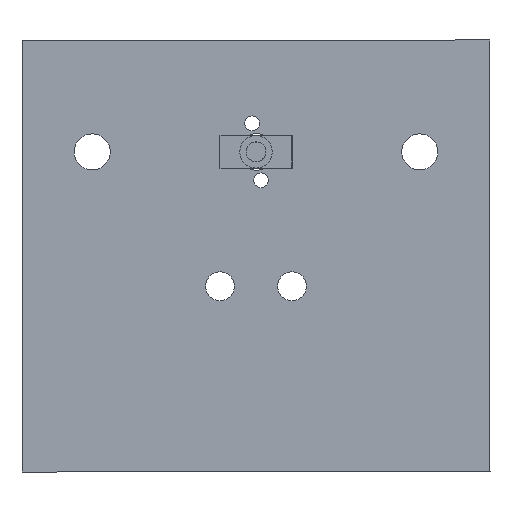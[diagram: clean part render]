
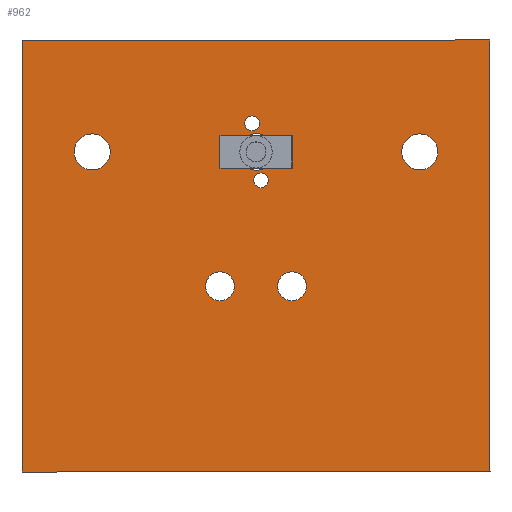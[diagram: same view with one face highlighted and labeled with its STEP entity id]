
A CAD part, front view. The second image highlights one B-rep face of the part: STEP entity #962.
In plain terms, the highlighted face is planar.
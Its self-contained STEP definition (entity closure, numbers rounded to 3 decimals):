
#73=FACE_BOUND('',#228,.T.);
#74=FACE_BOUND('',#229,.T.);
#75=FACE_BOUND('',#230,.T.);
#76=FACE_BOUND('',#231,.T.);
#77=FACE_BOUND('',#232,.T.);
#78=FACE_BOUND('',#233,.T.);
#79=FACE_BOUND('',#234,.T.);
#80=FACE_BOUND('',#235,.T.);
#81=FACE_BOUND('',#236,.T.);
#88=CIRCLE('',#1072,2.05);
#90=CIRCLE('',#1075,2.05);
#92=CIRCLE('',#1078,2.05);
#94=CIRCLE('',#1081,2.05);
#96=CIRCLE('',#1084,5.1);
#101=CIRCLE('',#1091,5.);
#102=CIRCLE('',#1093,5.);
#103=CIRCLE('',#1095,4.);
#104=CIRCLE('',#1097,4.);
#164=FACE_OUTER_BOUND('',#227,.T.);
#227=EDGE_LOOP('',(#713,#714,#715,#716));
#228=EDGE_LOOP('',(#717));
#229=EDGE_LOOP('',(#718));
#230=EDGE_LOOP('',(#719));
#231=EDGE_LOOP('',(#720));
#232=EDGE_LOOP('',(#721));
#233=EDGE_LOOP('',(#722));
#234=EDGE_LOOP('',(#723));
#235=EDGE_LOOP('',(#724));
#236=EDGE_LOOP('',(#725));
#283=LINE('',#1479,#356);
#297=LINE('',#1543,#370);
#299=LINE('',#1547,#372);
#301=LINE('',#1550,#374);
#356=VECTOR('',#1185,10.);
#370=VECTOR('',#1257,10.);
#372=VECTOR('',#1261,10.);
#374=VECTOR('',#1265,10.);
#429=VERTEX_POINT('',#1476);
#430=VERTEX_POINT('',#1478);
#432=VERTEX_POINT('',#1484);
#434=VERTEX_POINT('',#1490);
#436=VERTEX_POINT('',#1496);
#438=VERTEX_POINT('',#1502);
#440=VERTEX_POINT('',#1508);
#447=VERTEX_POINT('',#1526);
#448=VERTEX_POINT('',#1530);
#449=VERTEX_POINT('',#1534);
#450=VERTEX_POINT('',#1538);
#451=VERTEX_POINT('',#1542);
#452=VERTEX_POINT('',#1546);
#516=EDGE_CURVE('',#430,#429,#283,.T.);
#520=EDGE_CURVE('',#432,#432,#88,.T.);
#523=EDGE_CURVE('',#434,#434,#90,.T.);
#526=EDGE_CURVE('',#436,#436,#92,.T.);
#529=EDGE_CURVE('',#438,#438,#94,.T.);
#532=EDGE_CURVE('',#440,#440,#96,.T.);
#540=EDGE_CURVE('',#447,#447,#101,.T.);
#542=EDGE_CURVE('',#448,#448,#102,.T.);
#545=EDGE_CURVE('',#449,#449,#103,.T.);
#547=EDGE_CURVE('',#450,#450,#104,.T.);
#548=EDGE_CURVE('',#451,#429,#297,.T.);
#550=EDGE_CURVE('',#452,#451,#299,.T.);
#552=EDGE_CURVE('',#452,#430,#301,.T.);
#713=ORIENTED_EDGE('',*,*,#548,.F.);
#714=ORIENTED_EDGE('',*,*,#550,.F.);
#715=ORIENTED_EDGE('',*,*,#552,.T.);
#716=ORIENTED_EDGE('',*,*,#516,.T.);
#717=ORIENTED_EDGE('',*,*,#520,.T.);
#718=ORIENTED_EDGE('',*,*,#523,.T.);
#719=ORIENTED_EDGE('',*,*,#526,.T.);
#720=ORIENTED_EDGE('',*,*,#529,.T.);
#721=ORIENTED_EDGE('',*,*,#532,.T.);
#722=ORIENTED_EDGE('',*,*,#540,.T.);
#723=ORIENTED_EDGE('',*,*,#542,.T.);
#724=ORIENTED_EDGE('',*,*,#547,.F.);
#725=ORIENTED_EDGE('',*,*,#545,.F.);
#921=PLANE('',#1101);
#962=ADVANCED_FACE('',(#164,#73,#74,#75,#76,#77,#78,#79,#80,#81),#921,.F.);
#1072=AXIS2_PLACEMENT_3D('',#1486,#1192,#1193);
#1075=AXIS2_PLACEMENT_3D('',#1492,#1199,#1200);
#1078=AXIS2_PLACEMENT_3D('',#1498,#1206,#1207);
#1081=AXIS2_PLACEMENT_3D('',#1504,#1213,#1214);
#1084=AXIS2_PLACEMENT_3D('',#1510,#1220,#1221);
#1091=AXIS2_PLACEMENT_3D('',#1527,#1237,#1238);
#1093=AXIS2_PLACEMENT_3D('',#1531,#1242,#1243);
#1095=AXIS2_PLACEMENT_3D('',#1536,#1248,#1249);
#1097=AXIS2_PLACEMENT_3D('',#1540,#1253,#1254);
#1101=AXIS2_PLACEMENT_3D('',#1551,#1266,#1267);
#1185=DIRECTION('',(1.,0.,0.));
#1192=DIRECTION('center_axis',(0.,0.,1.));
#1193=DIRECTION('ref_axis',(1.,0.,0.));
#1199=DIRECTION('center_axis',(0.,0.,1.));
#1200=DIRECTION('ref_axis',(1.,0.,0.));
#1206=DIRECTION('center_axis',(0.,0.,1.));
#1207=DIRECTION('ref_axis',(1.,0.,0.));
#1213=DIRECTION('center_axis',(0.,0.,1.));
#1214=DIRECTION('ref_axis',(1.,0.,0.));
#1220=DIRECTION('center_axis',(0.,0.,1.));
#1221=DIRECTION('ref_axis',(1.,0.,0.));
#1237=DIRECTION('center_axis',(0.,0.,1.));
#1238=DIRECTION('ref_axis',(-1.,0.,0.));
#1242=DIRECTION('center_axis',(0.,0.,1.));
#1243=DIRECTION('ref_axis',(-1.,0.,0.));
#1248=DIRECTION('center_axis',(0.,0.,-1.));
#1249=DIRECTION('ref_axis',(-1.,0.,0.));
#1253=DIRECTION('center_axis',(0.,0.,-1.));
#1254=DIRECTION('ref_axis',(-1.,0.,0.));
#1257=DIRECTION('',(0.,1.,0.));
#1261=DIRECTION('',(1.,0.,0.));
#1265=DIRECTION('',(0.,1.,0.));
#1266=DIRECTION('center_axis',(0.,0.,1.));
#1267=DIRECTION('ref_axis',(1.,0.,0.));
#1476=CARTESIAN_POINT('',(130.,30.,0.));
#1478=CARTESIAN_POINT('',(0.,30.,0.));
#1479=CARTESIAN_POINT('',(130.,30.,0.));
#1484=CARTESIAN_POINT('',(55.213,-57.702,0.));
#1486=CARTESIAN_POINT('Origin',(57.263,-57.702,0.));
#1490=CARTESIAN_POINT('',(71.022,-60.169,0.));
#1492=CARTESIAN_POINT('Origin',(73.072,-60.169,0.));
#1496=CARTESIAN_POINT('',(64.351,-51.031,0.));
#1498=CARTESIAN_POINT('Origin',(66.401,-51.031,0.));
#1502=CARTESIAN_POINT('',(61.884,-66.84,0.));
#1504=CARTESIAN_POINT('Origin',(63.934,-66.84,0.));
#1508=CARTESIAN_POINT('',(60.067,-58.936,0.));
#1510=CARTESIAN_POINT('Origin',(65.167,-58.936,0.));
#1526=CARTESIAN_POINT('',(24.5,-58.921,0.));
#1527=CARTESIAN_POINT('Origin',(19.5,-58.921,0.));
#1530=CARTESIAN_POINT('',(115.5,-58.921,0.));
#1531=CARTESIAN_POINT('Origin',(110.5,-58.921,0.));
#1534=CARTESIAN_POINT('',(79.,-21.6,0.));
#1536=CARTESIAN_POINT('Origin',(75.,-21.6,0.));
#1538=CARTESIAN_POINT('',(59.,-21.6,0.));
#1540=CARTESIAN_POINT('Origin',(55.,-21.6,0.));
#1542=CARTESIAN_POINT('',(130.,-90.,0.));
#1543=CARTESIAN_POINT('',(130.,-90.,0.));
#1546=CARTESIAN_POINT('',(0.,-90.,0.));
#1547=CARTESIAN_POINT('',(0.,-90.,0.));
#1550=CARTESIAN_POINT('',(0.,30.,0.));
#1551=CARTESIAN_POINT('Origin',(65.,-43.3,0.));
